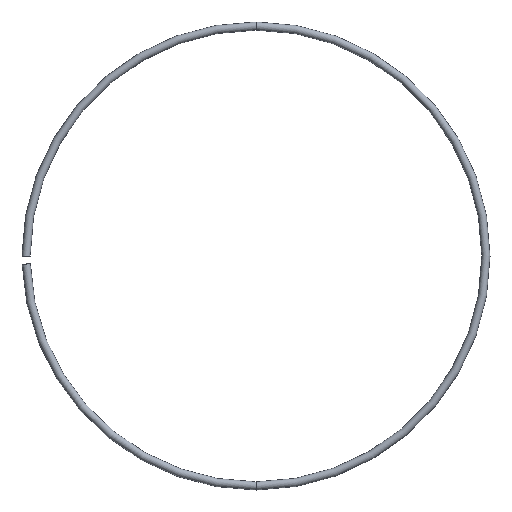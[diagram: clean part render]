
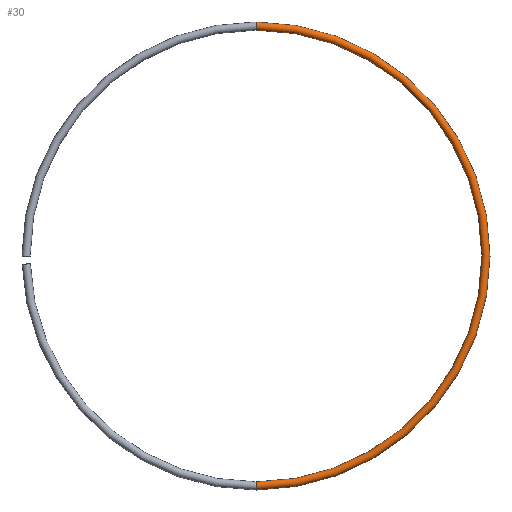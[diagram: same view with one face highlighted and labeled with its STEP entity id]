
A CAD part, left-side view. The second image highlights one B-rep face of the part: STEP entity #30.
In plain terms, the highlighted toroidal (fillet/blend) face has major radius 225.4 mm and minor radius 4 mm.
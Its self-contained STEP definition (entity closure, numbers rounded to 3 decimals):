
#3 = CARTESIAN_POINT ( 'NONE',  ( 0., 0., 0. ) ) ;
#6 = DIRECTION ( 'NONE',  ( 0., 0., 1. ) ) ;
#7 = DIRECTION ( 'NONE',  ( -1., 0., 0. ) ) ;
#17 = CARTESIAN_POINT ( 'NONE',  ( 0., 0., 221.4 ) ) ;
#23 = ORIENTED_EDGE ( 'NONE', *, *, #139, .T. ) ;
#30 = ADVANCED_FACE ( 'NONE', ( #228 ), #198, .T. ) ;
#57 = CIRCLE ( 'NONE', #78, 4. ) ;
#65 = CARTESIAN_POINT ( 'NONE',  ( 0., 0., -225.4 ) ) ;
#68 = DIRECTION ( 'NONE',  ( 0., 1., 0. ) ) ;
#70 = DIRECTION ( 'NONE',  ( 0., 0., 1. ) ) ;
#73 = AXIS2_PLACEMENT_3D ( 'NONE', #118, #130, #134 ) ;
#74 = AXIS2_PLACEMENT_3D ( 'NONE', #88, #92, #110 ) ;
#75 = AXIS2_PLACEMENT_3D ( 'NONE', #65, #68, #70 ) ;
#78 = AXIS2_PLACEMENT_3D ( 'NONE', #273, #277, #280 ) ;
#88 = CARTESIAN_POINT ( 'NONE',  ( 0., 0., 0. ) ) ;
#92 = DIRECTION ( 'NONE',  ( -1., 0., 0. ) ) ;
#110 = DIRECTION ( 'NONE',  ( 0., 0., 1. ) ) ;
#118 = CARTESIAN_POINT ( 'NONE',  ( 0., 0., 0. ) ) ;
#124 = CIRCLE ( 'NONE', #75, 4. ) ;
#125 = AXIS2_PLACEMENT_3D ( 'NONE', #3, #7, #6 ) ;
#130 = DIRECTION ( 'NONE',  ( -1., 0., 0. ) ) ;
#133 = CARTESIAN_POINT ( 'NONE',  ( 0., 0., -221.4 ) ) ;
#134 = DIRECTION ( 'NONE',  ( 0., 0., 1. ) ) ;
#139 = EDGE_CURVE ( 'NONE', #187, #221, #57, .T. ) ;
#163 = EDGE_CURVE ( 'NONE', #246, #245, #124, .T. ) ;
#166 = EDGE_CURVE ( 'NONE', #246, #187, #274, .T. ) ;
#178 = CARTESIAN_POINT ( 'NONE',  ( 0., 0., -229.4 ) ) ;
#184 = EDGE_CURVE ( 'NONE', #245, #221, #227, .T. ) ;
#187 = VERTEX_POINT ( 'NONE', #252 ) ;
#188 = ORIENTED_EDGE ( 'NONE', *, *, #184, .F. ) ;
#198 = TOROIDAL_SURFACE ( 'NONE', #125, 225.4, 4. ) ;
#206 = EDGE_LOOP ( 'NONE', ( #209, #215, #23, #188 ) ) ;
#209 = ORIENTED_EDGE ( 'NONE', *, *, #163, .F. ) ;
#215 = ORIENTED_EDGE ( 'NONE', *, *, #166, .T. ) ;
#221 = VERTEX_POINT ( 'NONE', #17 ) ;
#227 = CIRCLE ( 'NONE', #73, 221.4 ) ;
#228 = FACE_OUTER_BOUND ( 'NONE', #206, .T. ) ;
#245 = VERTEX_POINT ( 'NONE', #133 ) ;
#246 = VERTEX_POINT ( 'NONE', #178 ) ;
#252 = CARTESIAN_POINT ( 'NONE',  ( 0., 0., 229.4 ) ) ;
#273 = CARTESIAN_POINT ( 'NONE',  ( 0., 0., 225.4 ) ) ;
#274 = CIRCLE ( 'NONE', #74, 229.4 ) ;
#277 = DIRECTION ( 'NONE',  ( 0., -1., 0. ) ) ;
#280 = DIRECTION ( 'NONE',  ( 0., 0., -1. ) ) ;
